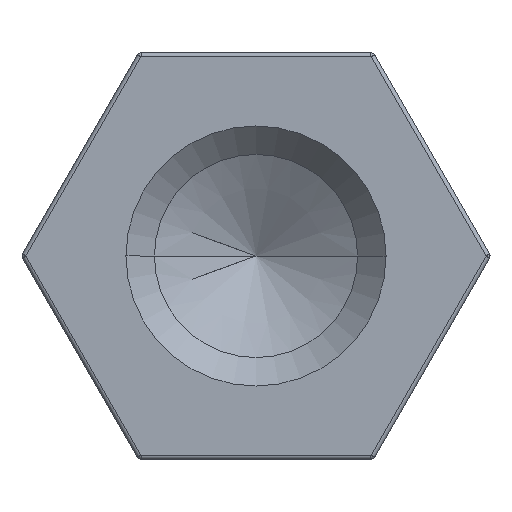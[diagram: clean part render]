
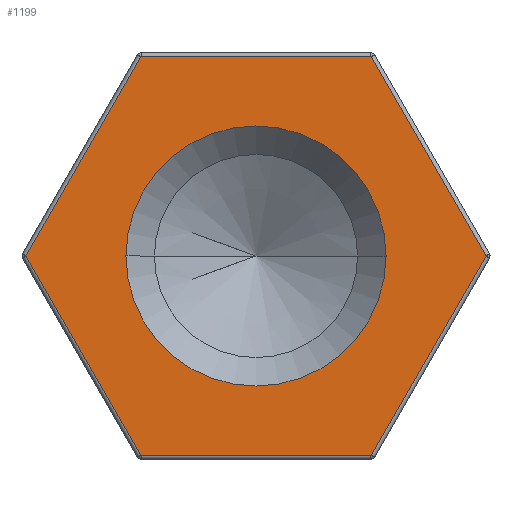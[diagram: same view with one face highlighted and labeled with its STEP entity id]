
A CAD part, left-side view. The second image highlights one B-rep face of the part: STEP entity #1199.
In plain terms, the highlighted planar face has unit normal (-1, 0, 0).
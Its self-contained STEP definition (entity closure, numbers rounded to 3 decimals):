
#19 = VERTEX_POINT ( 'NONE', #985 ) ;
#24 = VECTOR ( 'NONE', #298, 1000. ) ;
#37 = EDGE_LOOP ( 'NONE', ( #336, #330, #327, #323, #318, #302 ) ) ;
#62 = FACE_OUTER_BOUND ( 'NONE', #37, .T. ) ;
#69 = AXIS2_PLACEMENT_3D ( 'NONE', #486, #484, #479 ) ;
#86 = AXIS2_PLACEMENT_3D ( 'NONE', #1380, #1324, #705 ) ;
#123 = AXIS2_PLACEMENT_3D ( 'NONE', #839, #1350, #161 ) ;
#135 = EDGE_CURVE ( 'NONE', #609, #655, #519, .T. ) ;
#152 = CARTESIAN_POINT ( 'NONE',  ( 0., 3.2, 0. ) ) ;
#161 = DIRECTION ( 'NONE',  ( 0., 1., 0. ) ) ;
#188 = CARTESIAN_POINT ( 'NONE',  ( 0., 5.658, 0. ) ) ;
#193 = EDGE_CURVE ( 'NONE', #19, #666, #1141, .T. ) ;
#195 = EDGE_CURVE ( 'NONE', #617, #19, #945, .T. ) ;
#196 = EDGE_CURVE ( 'NONE', #666, #559, #1116, .T. ) ;
#200 = EDGE_CURVE ( 'NONE', #527, #617, #883, .T. ) ;
#202 = EDGE_CURVE ( 'NONE', #655, #609, #1274, .T. ) ;
#236 = CARTESIAN_POINT ( 'NONE',  ( 0., -2.829, -4.9 ) ) ;
#262 = VERTEX_POINT ( 'NONE', #236 ) ;
#275 = ORIENTED_EDGE ( 'NONE', *, *, #135, .T. ) ;
#283 = EDGE_CURVE ( 'NONE', #559, #262, #543, .T. ) ;
#285 = CARTESIAN_POINT ( 'NONE',  ( 0., 4.244, -2.45 ) ) ;
#287 = EDGE_CURVE ( 'NONE', #262, #527, #1416, .T. ) ;
#291 = ORIENTED_EDGE ( 'NONE', *, *, #202, .T. ) ;
#298 = DIRECTION ( 'NONE',  ( 0., -0.5, -0.866 ) ) ;
#302 = ORIENTED_EDGE ( 'NONE', *, *, #287, .T. ) ;
#318 = ORIENTED_EDGE ( 'NONE', *, *, #283, .T. ) ;
#323 = ORIENTED_EDGE ( 'NONE', *, *, #196, .T. ) ;
#327 = ORIENTED_EDGE ( 'NONE', *, *, #193, .T. ) ;
#330 = ORIENTED_EDGE ( 'NONE', *, *, #195, .T. ) ;
#336 = ORIENTED_EDGE ( 'NONE', *, *, #200, .T. ) ;
#341 = CARTESIAN_POINT ( 'NONE',  ( 0., -3.2, 0. ) ) ;
#401 = CARTESIAN_POINT ( 'NONE',  ( 0., -2.829, 4.9 ) ) ;
#479 = DIRECTION ( 'NONE',  ( 0., 1., 0. ) ) ;
#484 = DIRECTION ( 'NONE',  ( 1., 0., 0. ) ) ;
#486 = CARTESIAN_POINT ( 'NONE',  ( 0., 0., 0. ) ) ;
#489 = VECTOR ( 'NONE', #1241, 1000. ) ;
#497 = CARTESIAN_POINT ( 'NONE',  ( 0., 2.829, -4.9 ) ) ;
#519 = CIRCLE ( 'NONE', #123, 3.2 ) ;
#527 = VERTEX_POINT ( 'NONE', #602 ) ;
#543 = LINE ( 'NONE', #1234, #1063 ) ;
#559 = VERTEX_POINT ( 'NONE', #497 ) ;
#581 = VECTOR ( 'NONE', #840, 1000. ) ;
#602 = CARTESIAN_POINT ( 'NONE',  ( 0., -5.658, 0. ) ) ;
#609 = VERTEX_POINT ( 'NONE', #341 ) ;
#617 = VERTEX_POINT ( 'NONE', #401 ) ;
#655 = VERTEX_POINT ( 'NONE', #152 ) ;
#666 = VERTEX_POINT ( 'NONE', #188 ) ;
#678 = EDGE_LOOP ( 'NONE', ( #291, #275 ) ) ;
#705 = DIRECTION ( 'NONE',  ( 0., 1., 0. ) ) ;
#839 = CARTESIAN_POINT ( 'NONE',  ( 0., 0., 0. ) ) ;
#840 = DIRECTION ( 'NONE',  ( 0., 0.5, 0.866 ) ) ;
#857 = DIRECTION ( 'NONE',  ( 0., -1., 0. ) ) ;
#859 = CARTESIAN_POINT ( 'NONE',  ( 0., 0., 4.9 ) ) ;
#883 = LINE ( 'NONE', #1437, #581 ) ;
#894 = FACE_BOUND ( 'NONE', #678, .T. ) ;
#916 = VECTOR ( 'NONE', #1418, 1000. ) ;
#924 = CARTESIAN_POINT ( 'NONE',  ( 0., 4.244, 2.45 ) ) ;
#945 = LINE ( 'NONE', #859, #916 ) ;
#985 = CARTESIAN_POINT ( 'NONE',  ( 0., 2.829, 4.9 ) ) ;
#1025 = DIRECTION ( 'NONE',  ( 0., 0.5, -0.866 ) ) ;
#1063 = VECTOR ( 'NONE', #857, 1000. ) ;
#1116 = LINE ( 'NONE', #285, #24 ) ;
#1141 = LINE ( 'NONE', #924, #1299 ) ;
#1191 = PLANE ( 'NONE',  #86 ) ;
#1199 = ADVANCED_FACE ( 'NONE', ( #62, #894 ), #1191, .F. ) ;
#1234 = CARTESIAN_POINT ( 'NONE',  ( 0., 0., -4.9 ) ) ;
#1241 = DIRECTION ( 'NONE',  ( 0., -0.5, 0.866 ) ) ;
#1274 = CIRCLE ( 'NONE', #69, 3.2 ) ;
#1299 = VECTOR ( 'NONE', #1025, 1000. ) ;
#1324 = DIRECTION ( 'NONE',  ( 1., 0., 0. ) ) ;
#1330 = CARTESIAN_POINT ( 'NONE',  ( 0., -4.244, -2.45 ) ) ;
#1350 = DIRECTION ( 'NONE',  ( 1., 0., 0. ) ) ;
#1380 = CARTESIAN_POINT ( 'NONE',  ( 0., 0., 0. ) ) ;
#1416 = LINE ( 'NONE', #1330, #489 ) ;
#1418 = DIRECTION ( 'NONE',  ( 0., 1., 0. ) ) ;
#1437 = CARTESIAN_POINT ( 'NONE',  ( 0., -4.244, 2.45 ) ) ;
